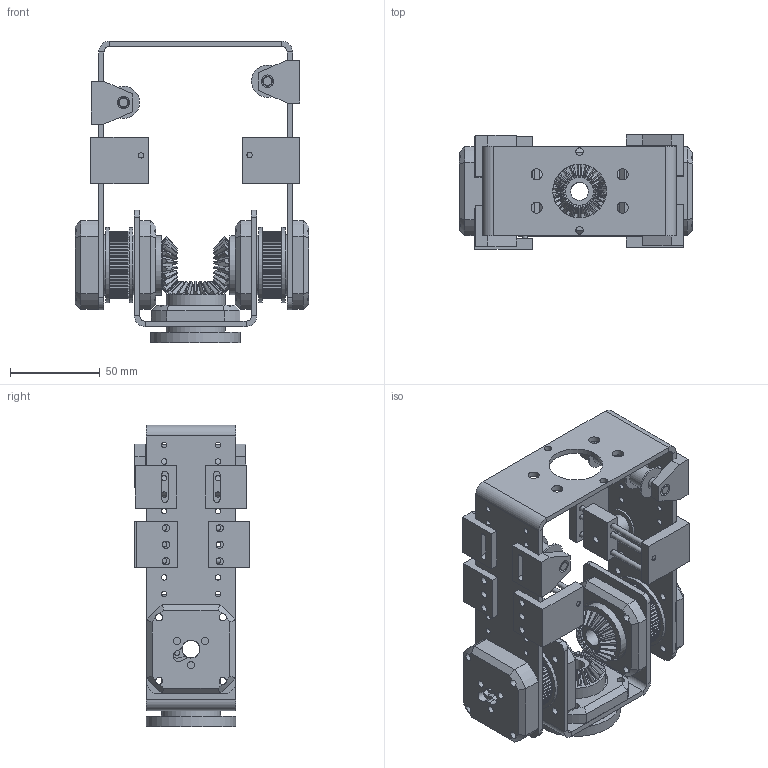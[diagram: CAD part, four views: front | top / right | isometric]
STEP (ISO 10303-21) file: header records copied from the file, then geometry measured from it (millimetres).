
FILE_DESCRIPTION(/* description */ (''),/* implementation_level */ '2;1');
FILE_NAME(/* name */ 'wrist body pulleys 10m v55.step',/* time_stamp */ '2024-05-28T16:32:00+02:00',/* author */ (''),/* organization */ (''),/* preprocessor_version */ 'ST-DEVELOPER v20',/* originating_system */ 'Autodesk Translation Framework v13.14.0.145',/* authorisation */ '');
FILE_SCHEMA (('AUTOMOTIVE_DESIGN { 1 0 10303 214 3 1 1 }'));
Products named in the file (52): wrist body pulleys 10m; Wrist v7; Wrist head; Wrist head_1; Bearing holder; Wrist; Bearing_42_30_7mm; Bearing holder_1; belt lengths; Bearing holder (1); diferential drive 3X BG; Bevel Gear steel 20T B10mm; Bevel Gear steel 20T B10mm_1; Bevel Gear steel 20T B10mm_2; Component2; Ramie 10m; GT2 60T b10 (10mm); PulleyHolder; PulleyHolder_1; tuleja; bevel gear holder; tuleja (1); output defeential; bevel gear holder (1); tuleja (1) (1); belt tensioner; screw M3x60 (1); holder; Rod (1); holder(Mirror); bend belt; belt 90 bend; belt 90 bend(Mirror); belt pully 10mm; screw M5x60 (1) (1); measuring; distance 16mm; distance 4mm; Effector_mount; belt tensioner(Mirror) ...
Assembly tree (69 placements, depth 4):
  wrist body pulleys 10m
    Wrist v7
      Bearing_42_30_7mm
      Bearing holder_1
    Wrist head
      Bearing_42_30_7mm
      Bearing holder
    Wrist head_1
      Bearing_42_30_7mm
      Bearing holder
    Wrist
    Bearing_42_30_7mm  x2
    Bearing holder_1
    belt lengths
    Bearing holder (1)
    GT2 60T b10 (10mm)  x2
    diferential drive 3X BG
      Bevel Gear steel 20T B10mm
        Component2
      Bevel Gear steel 20T B10mm_1
        Component2
      Bevel Gear steel 20T B10mm_2
        Component2
    Ramie 10m
    PulleyHolder
      tuleja
    PulleyHolder_1
      tuleja
    bevel gear holder
      tuleja (1)
    output defeential
    bevel gear holder (1)
      tuleja (1) (1)
    belt tensioner
      belt pully 10mm
      screw M3x60 (1)
      Rod (1)  x2
      holder
      holder(Mirror)
    bend belt
      belt 90 bend
      belt 90 bend(Mirror)
      belt pully 10mm  x2
      screw M5x60 (1) (1)
      measuring
      distance 16mm
      distance 4mm  x2
    Effector_mount
    belt tensioner(Mirror)
      belt pully 10mm v2(Mirror)
      screw M3x60 (1)(Mirror)
      Rod (1)(Mirror)  x2
      holder(Mirror) (1)
      holder(Mirror)(Mirror)
    bend belt(Mirror)
      belt 90 bend(Mirror) (1)
      belt 90 bend(Mirror)(Mirror)
      belt pully 10mm v2(Mirror)  x2
      screw M5x60 (1) (1)(Mirror)
      measuring(Mirror)
Bounding box: 130.34 x 63.98 x 168.38 mm (x, y, z)
Volume: 301939.8 mm3; surface area: 200595.5 mm2
Topology: 57 solids, 57 shells, 2120 faces, 5742 edges, 3789 vertices
Faces by surface type: cylinder 1002, bspline 522, plane 388, cone 200, torus 8
Full cylindrical faces by diameter (mm): 3 x59, 3.2 x12, 4 x61, 4.2 x2, 4.234 x21, 4.901 x2, 5 x14, 5.12 x15, 5.5 x6, 6 x2, 6.2 x4, 7 x8, 8 x2, 9 x2, 10 x10, 12 x6, 18 x12, 22 x3, 22.4 x5, 25 x2, 25.3 x2, 30 x9, 30.1 x2, 30.5 x2, 31 x10, 33 x6, 33.1 x2, 34 x2, 36 x5, 37 x4
Entity records: 48410 total; most frequent: CARTESIAN_POINT 18245, ORIENTED_EDGE 6226, DIRECTION 5575, EDGE_CURVE 3113, AXIS2_PLACEMENT_3D 2263, VERTEX_POINT 2052, EDGE_LOOP 1533, CIRCLE 1194
